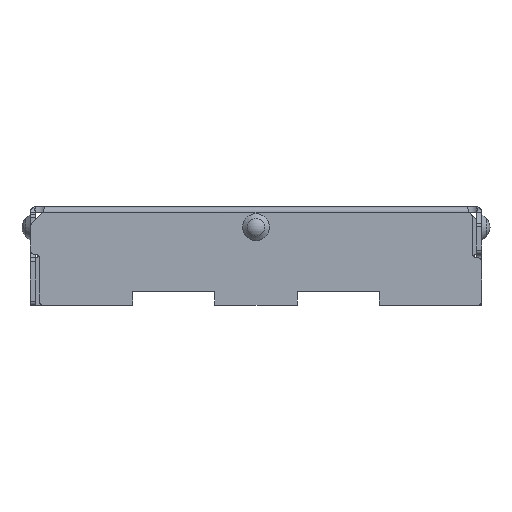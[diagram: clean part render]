
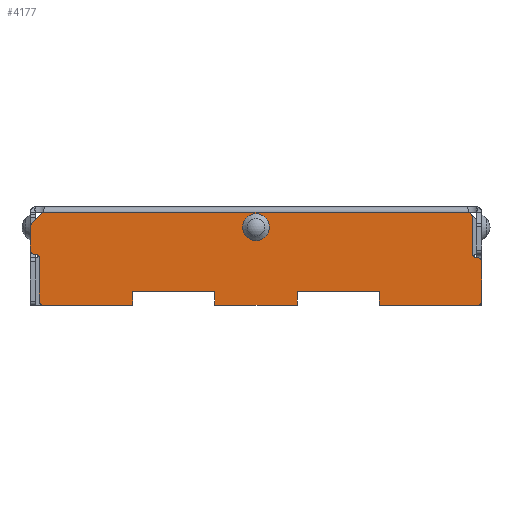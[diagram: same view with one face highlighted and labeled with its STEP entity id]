
A CAD part, left-side view. The second image highlights one B-rep face of the part: STEP entity #4177.
In plain terms, the highlighted planar face has unit normal (-1, 0, 0).
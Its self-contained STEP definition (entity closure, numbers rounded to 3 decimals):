
#4177=ADVANCED_FACE('',(#7978,#7980),#7982,.T.);
#7978=FACE_BOUND('',#7979,.T.);
#7979=EDGE_LOOP('',(#10929,#10930,#10931,#10932,#10933,#10934,#10935,#10936,#10937,
#10938,#10939,#10940,#10941,#10942,#10943,#10944,#10945,#10946,#10947,#10948,#10949,
#10950,#10951,#10952,#10953,#10954));
#7980=FACE_BOUND('',#7981,.T.);
#7981=EDGE_LOOP('',(#10955));
#7982=PLANE('',#7983);
#7983=AXIS2_PLACEMENT_3D('',#7984,#7985,#7986);
#7984=CARTESIAN_POINT('',(-8.25,1.6,8.05));
#7985=DIRECTION('',(-1.,0.,0.));
#7986=DIRECTION('',(0.,-1.,0.));
#10929=ORIENTED_EDGE('',*,*,#12149,.T.);
#10930=ORIENTED_EDGE('',*,*,#12150,.T.);
#10931=ORIENTED_EDGE('',*,*,#12080,.T.);
#10932=ORIENTED_EDGE('',*,*,#12085,.T.);
#10933=ORIENTED_EDGE('',*,*,#12087,.T.);
#10934=ORIENTED_EDGE('',*,*,#12090,.T.);
#10935=ORIENTED_EDGE('',*,*,#12093,.T.);
#10936=ORIENTED_EDGE('',*,*,#12097,.T.);
#10937=ORIENTED_EDGE('',*,*,#12099,.T.);
#10938=ORIENTED_EDGE('',*,*,#12101,.T.);
#10939=ORIENTED_EDGE('',*,*,#12106,.T.);
#10940=ORIENTED_EDGE('',*,*,#12107,.T.);
#10941=ORIENTED_EDGE('',*,*,#12110,.T.);
#10942=ORIENTED_EDGE('',*,*,#12114,.T.);
#10943=ORIENTED_EDGE('',*,*,#12118,.T.);
#10944=ORIENTED_EDGE('',*,*,#12119,.T.);
#10945=ORIENTED_EDGE('',*,*,#12153,.T.);
#10946=ORIENTED_EDGE('',*,*,#12892,.F.);
#10947=ORIENTED_EDGE('',*,*,#12124,.T.);
#10948=ORIENTED_EDGE('',*,*,#12126,.T.);
#10949=ORIENTED_EDGE('',*,*,#12131,.T.);
#10950=ORIENTED_EDGE('',*,*,#12132,.T.);
#10951=ORIENTED_EDGE('',*,*,#12135,.T.);
#10952=ORIENTED_EDGE('',*,*,#12139,.T.);
#10953=ORIENTED_EDGE('',*,*,#12143,.T.);
#10954=ORIENTED_EDGE('',*,*,#12144,.T.);
#10955=ORIENTED_EDGE('',*,*,#12152,.T.);
#12080=EDGE_CURVE('',#13902,#13900,#13903,.T.);
#12085=EDGE_CURVE('',#13900,#13909,#13911,.T.);
#12087=EDGE_CURVE('',#13909,#13912,#13915,.T.);
#12090=EDGE_CURVE('',#13912,#13917,#13920,.T.);
#12093=EDGE_CURVE('',#13917,#13923,#13925,.T.);
#12097=EDGE_CURVE('',#13923,#13929,#13931,.T.);
#12099=EDGE_CURVE('',#13929,#13932,#13935,.T.);
#12101=EDGE_CURVE('',#13932,#13937,#13938,.T.);
#12106=EDGE_CURVE('',#13937,#13944,#13946,.T.);
#12107=EDGE_CURVE('',#13944,#13947,#13948,.T.);
#12110=EDGE_CURVE('',#13947,#13952,#13953,.T.);
#12114=EDGE_CURVE('',#13952,#13958,#13960,.T.);
#12118=EDGE_CURVE('',#13958,#13964,#13966,.T.);
#12119=EDGE_CURVE('',#13964,#13967,#13968,.T.);
#12124=EDGE_CURVE('',#13977,#13975,#13978,.T.);
#12126=EDGE_CURVE('',#13975,#13980,#13981,.T.);
#12131=EDGE_CURVE('',#13980,#13987,#13989,.T.);
#12132=EDGE_CURVE('',#13987,#13990,#13991,.T.);
#12135=EDGE_CURVE('',#13990,#13995,#13996,.T.);
#12139=EDGE_CURVE('',#13995,#14001,#14003,.T.);
#12143=EDGE_CURVE('',#14001,#14007,#14009,.T.);
#12144=EDGE_CURVE('',#14007,#14010,#14011,.T.);
#12149=EDGE_CURVE('',#14010,#14017,#14019,.T.);
#12150=EDGE_CURVE('',#14017,#13902,#14020,.T.);
#12152=EDGE_CURVE('',#14022,#14022,#14023,.T.);
#12153=EDGE_CURVE('',#13967,#14024,#14025,.T.);
#12892=EDGE_CURVE('',#13977,#14024,#15178,.T.);
#13900=VERTEX_POINT('',#17211);
#13902=VERTEX_POINT('',#17215);
#13903=LINE('',#17216,#17217);
#13909=VERTEX_POINT('',#17230);
#13911=LINE('',#17234,#17235);
#13912=VERTEX_POINT('',#17237);
#13915=LINE('',#17242,#17243);
#13917=VERTEX_POINT('',#17248);
#13920=LINE('',#17253,#17254);
#13923=VERTEX_POINT('',#17260);
#13925=LINE('',#17264,#17265);
#13929=VERTEX_POINT('',#17274);
#13931=LINE('',#17278,#17279);
#13932=VERTEX_POINT('',#17281);
#13935=LINE('',#17286,#17287);
#13937=VERTEX_POINT('',#17292);
#13938=CIRCLE('',#17293,0.15);
#13944=VERTEX_POINT('',#17309);
#13946=LINE('',#17313,#17314);
#13947=VERTEX_POINT('',#17316);
#13948=CIRCLE('',#17317,0.15);
#13952=VERTEX_POINT('',#17329);
#13953=LINE('',#17330,#17331);
#13958=VERTEX_POINT('',#17341);
#13960=CIRCLE('',#17345,0.15);
#13964=VERTEX_POINT('',#17357);
#13966=LINE('',#17361,#17362);
#13967=VERTEX_POINT('',#17364);
#13968=CIRCLE('',#17365,0.15);
#13975=VERTEX_POINT('',#17382);
#13977=VERTEX_POINT('',#17386);
#13978=LINE('',#17387,#17388);
#13980=VERTEX_POINT('',#17393);
#13981=CIRCLE('',#17394,0.15);
#13987=VERTEX_POINT('',#17410);
#13989=LINE('',#17414,#17415);
#13990=VERTEX_POINT('',#17417);
#13991=CIRCLE('',#17418,0.15);
#13995=VERTEX_POINT('',#17430);
#13996=LINE('',#17431,#17432);
#14001=VERTEX_POINT('',#17442);
#14003=CIRCLE('',#17446,0.15);
#14007=VERTEX_POINT('',#17458);
#14009=LINE('',#17462,#17463);
#14010=VERTEX_POINT('',#17465);
#14011=CIRCLE('',#17466,0.15);
#14017=VERTEX_POINT('',#17482);
#14019=LINE('',#17486,#17487);
#14020=LINE('',#17489,#17490);
#14022=VERTEX_POINT('',#17495);
#14023=CIRCLE('',#17496,0.493);
#14024=VERTEX_POINT('',#17500);
#14025=LINE('',#17501,#17502);
#15178=LINE('',#20218,#20219);
#17211=CARTESIAN_POINT('',(-8.25,-1.3,-1.5));
#17215=CARTESIAN_POINT('',(-8.25,-1.3,-4.5));
#17216=CARTESIAN_POINT('',(-8.25,-1.3,-4.5));
#17217=VECTOR('',#17218,1.);
#17218=DIRECTION('',(0.,0.,1.));
#17230=CARTESIAN_POINT('',(-8.25,-1.8,-1.5));
#17234=CARTESIAN_POINT('',(-8.25,-1.3,-1.5));
#17235=VECTOR('',#17236,1.);
#17236=DIRECTION('',(0.,-1.,0.));
#17237=CARTESIAN_POINT('',(-8.25,-1.8,1.5));
#17242=CARTESIAN_POINT('',(-8.25,-1.8,-1.5));
#17243=VECTOR('',#17244,1.);
#17244=DIRECTION('',(0.,0.,1.));
#17248=CARTESIAN_POINT('',(-8.25,-1.3,1.5));
#17253=CARTESIAN_POINT('',(-8.25,-1.8,1.5));
#17254=VECTOR('',#17255,1.);
#17255=DIRECTION('',(0.,1.,0.));
#17260=CARTESIAN_POINT('',(-8.25,-1.3,4.5));
#17264=CARTESIAN_POINT('',(-8.25,-1.3,1.5));
#17265=VECTOR('',#17266,1.);
#17266=DIRECTION('',(0.,0.,1.));
#17274=CARTESIAN_POINT('',(-8.25,-1.8,4.5));
#17278=CARTESIAN_POINT('',(-8.25,-1.3,4.5));
#17279=VECTOR('',#17280,1.);
#17280=DIRECTION('',(0.,-1.,0.));
#17281=CARTESIAN_POINT('',(-8.25,-1.8,8.1));
#17286=CARTESIAN_POINT('',(-8.25,-1.8,4.5));
#17287=VECTOR('',#17288,1.);
#17288=DIRECTION('',(0.,0.,1.));
#17292=CARTESIAN_POINT('',(-8.25,-1.65,8.25));
#17293=AXIS2_PLACEMENT_3D('',#17294,#17295,#17296);
#17294=CARTESIAN_POINT('',(-8.25,-1.65,8.1));
#17295=DIRECTION('',(-1.,0.,0.));
#17296=DIRECTION('',(0.,-1.,0.));
#17309=CARTESIAN_POINT('',(-8.25,-0.215,8.25));
#17313=CARTESIAN_POINT('',(-8.25,-1.65,8.25));
#17314=VECTOR('',#17315,1.);
#17315=DIRECTION('',(0.,1.,0.));
#17316=CARTESIAN_POINT('',(-8.25,-0.065,8.1));
#17317=AXIS2_PLACEMENT_3D('',#17318,#17319,#17320);
#17318=CARTESIAN_POINT('',(-8.25,-0.215,8.1));
#17319=DIRECTION('',(-1.,0.,0.));
#17320=DIRECTION('',(0.,0.,1.));
#17329=CARTESIAN_POINT('',(-8.25,-0.065,8.07));
#17330=CARTESIAN_POINT('',(-8.25,-0.065,8.1));
#17331=VECTOR('',#17332,1.);
#17332=DIRECTION('',(0.,0.,-1.));
#17341=CARTESIAN_POINT('',(-8.25,0.085,7.92));
#17345=AXIS2_PLACEMENT_3D('',#17346,#17347,#17348);
#17346=CARTESIAN_POINT('',(-8.25,0.085,8.07));
#17347=DIRECTION('',(1.,0.,0.));
#17348=DIRECTION('',(0.,-1.,0.));
#17357=CARTESIAN_POINT('',(-8.25,1.407,7.92));
#17361=CARTESIAN_POINT('',(-8.25,0.085,7.92));
#17362=VECTOR('',#17363,1.);
#17363=DIRECTION('',(0.,1.,0.));
#17364=CARTESIAN_POINT('',(-8.25,1.513,7.876));
#17365=AXIS2_PLACEMENT_3D('',#17366,#17367,#17368);
#17366=CARTESIAN_POINT('',(-8.25,1.407,7.77));
#17367=DIRECTION('',(-1.,0.,0.));
#17368=DIRECTION('',(0.,0.,1.));
#17382=CARTESIAN_POINT('',(-8.25,1.183,-8.206));
#17386=CARTESIAN_POINT('',(-8.25,1.6,-7.789));
#17387=CARTESIAN_POINT('',(-8.25,1.6,-7.789));
#17388=VECTOR('',#17389,1.);
#17389=DIRECTION('',(0.,-0.707,-0.707));
#17393=CARTESIAN_POINT('',(-8.25,1.077,-8.25));
#17394=AXIS2_PLACEMENT_3D('',#17395,#17396,#17397);
#17395=CARTESIAN_POINT('',(-8.25,1.077,-8.1));
#17396=DIRECTION('',(-1.,0.,0.));
#17397=DIRECTION('',(0.,0.707,-0.707));
#17410=CARTESIAN_POINT('',(-8.25,0.215,-8.25));
#17414=CARTESIAN_POINT('',(-8.25,1.077,-8.25));
#17415=VECTOR('',#17416,1.);
#17416=DIRECTION('',(0.,-1.,0.));
#17417=CARTESIAN_POINT('',(-8.25,0.065,-8.1));
#17418=AXIS2_PLACEMENT_3D('',#17419,#17420,#17421);
#17419=CARTESIAN_POINT('',(-8.25,0.215,-8.1));
#17420=DIRECTION('',(-1.,0.,0.));
#17421=DIRECTION('',(0.,0.,-1.));
#17430=CARTESIAN_POINT('',(-8.25,0.065,-8.07));
#17431=CARTESIAN_POINT('',(-8.25,0.065,-8.1));
#17432=VECTOR('',#17433,1.);
#17433=DIRECTION('',(0.,0.,1.));
#17442=CARTESIAN_POINT('',(-8.25,-0.085,-7.92));
#17446=AXIS2_PLACEMENT_3D('',#17447,#17448,#17449);
#17447=CARTESIAN_POINT('',(-8.25,-0.085,-8.07));
#17448=DIRECTION('',(1.,0.,0.));
#17449=DIRECTION('',(0.,1.,0.));
#17458=CARTESIAN_POINT('',(-8.25,-1.65,-7.92));
#17462=CARTESIAN_POINT('',(-8.25,-0.085,-7.92));
#17463=VECTOR('',#17464,1.);
#17464=DIRECTION('',(0.,-1.,0.));
#17465=CARTESIAN_POINT('',(-8.25,-1.8,-7.77));
#17466=AXIS2_PLACEMENT_3D('',#17467,#17468,#17469);
#17467=CARTESIAN_POINT('',(-8.25,-1.65,-7.77));
#17468=DIRECTION('',(-1.,0.,0.));
#17469=DIRECTION('',(0.,0.,-1.));
#17482=CARTESIAN_POINT('',(-8.25,-1.8,-4.5));
#17486=CARTESIAN_POINT('',(-8.25,-1.8,-7.77));
#17487=VECTOR('',#17488,1.);
#17488=DIRECTION('',(0.,0.,1.));
#17489=CARTESIAN_POINT('',(-8.25,-1.8,-4.5));
#17490=VECTOR('',#17491,1.);
#17491=DIRECTION('',(0.,1.,0.));
#17495=CARTESIAN_POINT('',(-8.25,1.543,0.));
#17496=AXIS2_PLACEMENT_3D('',#17497,#17498,#17499);
#17497=CARTESIAN_POINT('',(-8.25,1.05,0.));
#17498=DIRECTION('',(1.,0.,-0.));
#17499=DIRECTION('',(0.,-1.,0.));
#17500=CARTESIAN_POINT('',(-8.25,1.6,7.789));
#17501=CARTESIAN_POINT('',(-8.25,1.513,7.876));
#17502=VECTOR('',#17503,1.);
#17503=DIRECTION('',(0.,0.707,-0.707));
#20218=CARTESIAN_POINT('',(-8.25,1.6,-7.789));
#20219=VECTOR('',#20220,1.);
#20220=DIRECTION('',(0.,0.,1.));
